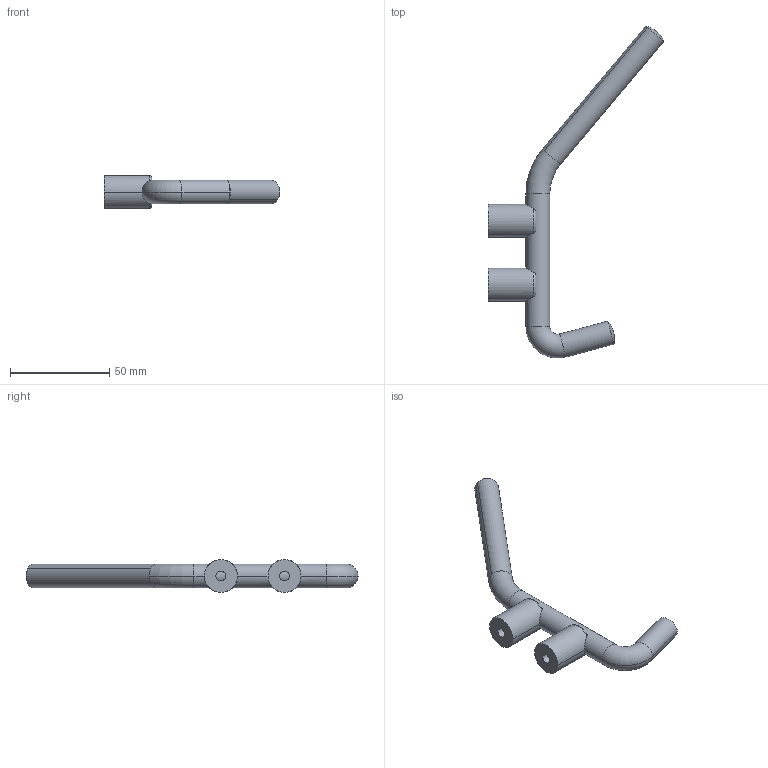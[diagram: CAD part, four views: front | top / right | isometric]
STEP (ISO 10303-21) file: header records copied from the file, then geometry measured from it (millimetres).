
FILE_DESCRIPTION(('Creo Elements/Direct Modeling STEP Export'),'2;1');
FILE_NAME('1400.stp','2018-12-13T13:25:43',(''),(''),'Creo Elements/Direct Modeling STEP processor for AP214 (Solid Model)','Creo Elements/Direct Modeling 20.0 12-Nov-2016 (C) Parametric Technology GmbH','');
FILE_SCHEMA(('AUTOMOTIVE_DESIGN { 1 0 10303 214 1 1 1 1 }'));
Length unit declared in the file: millimetre
Products named in the file (1): 1400
Bounding box: 88.36 x 166.96 x 16.6 mm (x, y, z)
Volume: 32253.1 mm3; surface area: 11105.6 mm2
Topology: 1 solids, 1 shells, 34 faces, 86 edges, 52 vertices
Faces by surface type: cylinder 16, torus 8, plane 6, sphere 4
Entity records: 2899 total; most frequent: CARTESIAN_POINT 2170, ORIENTED_EDGE 164, DIRECTION 130, EDGE_CURVE 82, AXIS2_PLACEMENT_3D 56, VERTEX_POINT 52, EDGE_LOOP 36, FACE_OUTER_BOUND 34
